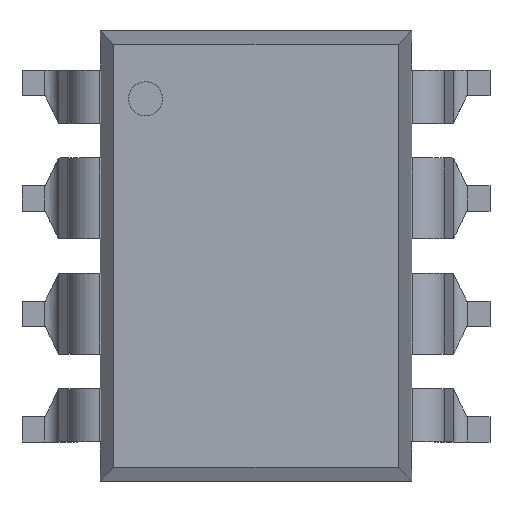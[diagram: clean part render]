
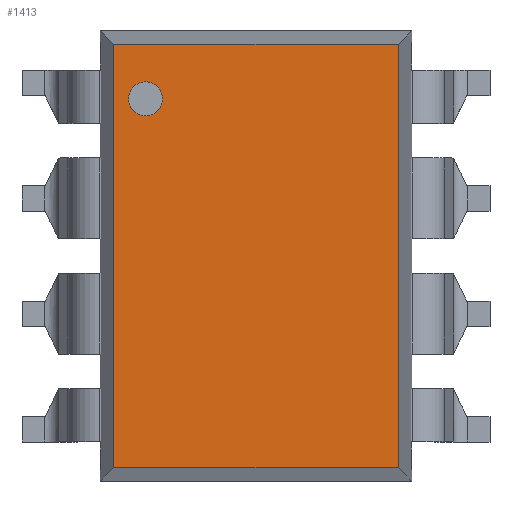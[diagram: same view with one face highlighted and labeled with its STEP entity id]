
A CAD part, top view. The second image highlights one B-rep face of the part: STEP entity #1413.
In plain terms, the highlighted planar face has unit normal (0, 0, 1).
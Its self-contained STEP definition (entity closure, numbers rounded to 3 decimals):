
#732 = VERTEX_POINT('',#733);
#733 = CARTESIAN_POINT('',(3.13,4.655,5.08));
#739 = EDGE_CURVE('',#740,#732,#742,.T.);
#740 = VERTEX_POINT('',#741);
#741 = CARTESIAN_POINT('',(3.13,-4.655,5.08));
#742 = LINE('',#743,#744);
#743 = CARTESIAN_POINT('',(3.13,-4.655,5.08));
#744 = VECTOR('',#745,1.);
#745 = DIRECTION('',(0.,1.,0.));
#1156 = VERTEX_POINT('',#1157);
#1157 = CARTESIAN_POINT('',(-3.13,-4.655,5.08));
#1172 = EDGE_CURVE('',#1156,#740,#1173,.T.);
#1173 = LINE('',#1174,#1175);
#1174 = CARTESIAN_POINT('',(-3.13,-4.655,5.08));
#1175 = VECTOR('',#1176,1.);
#1176 = DIRECTION('',(1.,0.,0.));
#1260 = VERTEX_POINT('',#1261);
#1261 = CARTESIAN_POINT('',(-3.13,4.655,5.08));
#1267 = EDGE_CURVE('',#732,#1260,#1268,.T.);
#1268 = LINE('',#1269,#1270);
#1269 = CARTESIAN_POINT('',(3.13,4.655,5.08));
#1270 = VECTOR('',#1271,1.);
#1271 = DIRECTION('',(-1.,0.,0.));
#1413 = ADVANCED_FACE('',(#1414,#1425),#1436,.F.);
#1414 = FACE_BOUND('',#1415,.T.);
#1415 = EDGE_LOOP('',(#1416,#1422,#1423,#1424));
#1416 = ORIENTED_EDGE('',*,*,#1417,.T.);
#1417 = EDGE_CURVE('',#1260,#1156,#1418,.T.);
#1418 = LINE('',#1419,#1420);
#1419 = CARTESIAN_POINT('',(-3.13,4.655,5.08));
#1420 = VECTOR('',#1421,1.);
#1421 = DIRECTION('',(0.,-1.,0.));
#1422 = ORIENTED_EDGE('',*,*,#1172,.T.);
#1423 = ORIENTED_EDGE('',*,*,#739,.T.);
#1424 = ORIENTED_EDGE('',*,*,#1267,.T.);
#1425 = FACE_BOUND('',#1426,.T.);
#1426 = EDGE_LOOP('',(#1427));
#1427 = ORIENTED_EDGE('',*,*,#1428,.F.);
#1428 = EDGE_CURVE('',#1429,#1429,#1431,.T.);
#1429 = VERTEX_POINT('',#1430);
#1430 = CARTESIAN_POINT('',(-2.805,3.455,5.08));
#1431 = CIRCLE('',#1432,0.375);
#1432 = AXIS2_PLACEMENT_3D('',#1433,#1434,#1435);
#1433 = CARTESIAN_POINT('',(-2.43,3.455,5.08));
#1434 = DIRECTION('',(0.,0.,1.));
#1435 = DIRECTION('',(-1.,0.,0.));
#1436 = PLANE('',#1437);
#1437 = AXIS2_PLACEMENT_3D('',#1438,#1439,#1440);
#1438 = CARTESIAN_POINT('',(3.43,-4.955,5.08));
#1439 = DIRECTION('',(0.,0.,-1.));
#1440 = DIRECTION('',(1.,0.,0.));
